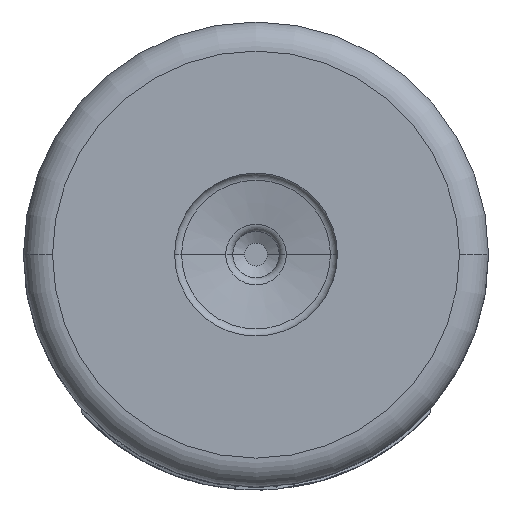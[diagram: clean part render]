
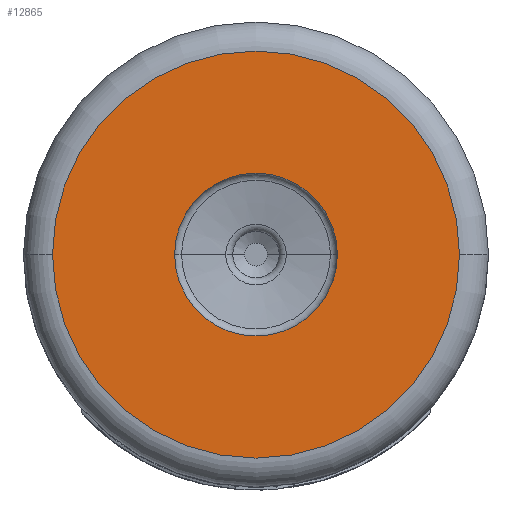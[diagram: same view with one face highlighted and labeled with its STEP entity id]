
A CAD part, front view. The second image highlights one B-rep face of the part: STEP entity #12865.
In plain terms, the highlighted planar face has unit normal (0, -1, 0).
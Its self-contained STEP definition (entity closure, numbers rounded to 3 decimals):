
#1795=CARTESIAN_POINT('',(0.,-4.,0.));
#1796=DIRECTION('',(0.,-1.,0.));
#1797=DIRECTION('',(1.,0.,0.));
#1798=AXIS2_PLACEMENT_3D('',#1795,#1796,#1797);
#1810=CARTESIAN_POINT('',(0.,-4.,0.));
#1811=DIRECTION('',(0.,-1.,0.));
#1812=DIRECTION('',(-1.,0.,0.));
#1813=AXIS2_PLACEMENT_3D('',#1810,#1811,#1812);
#1815=CARTESIAN_POINT('',(0.,-4.,0.));
#1816=DIRECTION('',(0.,-1.,0.));
#1817=DIRECTION('',(1.,0.,0.));
#1818=AXIS2_PLACEMENT_3D('',#1815,#1816,#1817);
#1820=CARTESIAN_POINT('',(0.,-4.,0.));
#1821=DIRECTION('',(0.,-1.,0.));
#1822=DIRECTION('',(-1.,0.,0.));
#1823=AXIS2_PLACEMENT_3D('',#1820,#1821,#1822);
#10979=CARTESIAN_POINT('',(-1.4,-4.,0.));
#10980=CARTESIAN_POINT('',(1.4,-4.,0.));
#10981=VERTEX_POINT('',#10979);
#10982=VERTEX_POINT('',#10980);
#10983=CARTESIAN_POINT('',(3.5,-4.,0.));
#10984=CARTESIAN_POINT('',(-3.5,-4.,0.));
#10985=VERTEX_POINT('',#10983);
#10986=VERTEX_POINT('',#10984);
#12849=CARTESIAN_POINT('',(0.,-4.,0.));
#12850=DIRECTION('',(0.,1.,0.));
#12851=DIRECTION('',(1.,0.,0.));
#12852=AXIS2_PLACEMENT_3D('',#12849,#12850,#12851);
#12853=PLANE('',#12852);
#12854=ORIENTED_EDGE('',*,*,#12839,.F.);
#12856=ORIENTED_EDGE('',*,*,#12855,.F.);
#12857=EDGE_LOOP('',(#12854,#12856));
#12858=FACE_OUTER_BOUND('',#12857,.F.);
#12860=ORIENTED_EDGE('',*,*,#12859,.T.);
#12862=ORIENTED_EDGE('',*,*,#12861,.T.);
#12863=EDGE_LOOP('',(#12860,#12862));
#12864=FACE_BOUND('',#12863,.F.);
#12865=ADVANCED_FACE('',(#12858,#12864),#12853,.F.);
#1799=CIRCLE('',#1798,3.5);
#1814=CIRCLE('',#1813,1.4);
#1819=CIRCLE('',#1818,1.4);
#1824=CIRCLE('',#1823,3.5);
#12839=EDGE_CURVE('',#10985,#10986,#1799,.T.);
#12855=EDGE_CURVE('',#10986,#10985,#1824,.T.);
#12859=EDGE_CURVE('',#10981,#10982,#1814,.T.);
#12861=EDGE_CURVE('',#10982,#10981,#1819,.T.);
